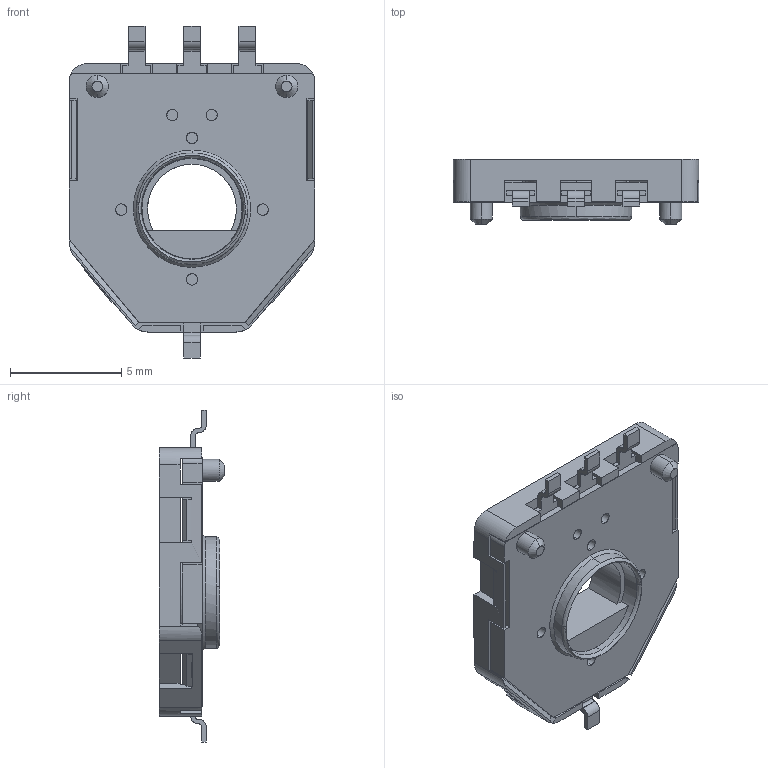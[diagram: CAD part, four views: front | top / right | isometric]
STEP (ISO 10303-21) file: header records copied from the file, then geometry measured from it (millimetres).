
FILE_DESCRIPTION(('CAx-IF Rec.Pracs.---Model Styling and Organization---1.5---2016-08-15','CAx-IF Rec.Pracs.---Geometric and Assembly Validation Properties---4.4---2016-08-17','CAx-IF Rec.Pracs.---User Defined Attributes---1.5---2016-08-15','CAx-IF Rec.Pracs.---External References---2.1---2005-01-19'),'2;1');
FILE_NAME('242204.step','2025-08-11T15:59:04',('Unspecified'),('Unspecified'),'CAD Exchanger 3.10.2 (cadexchanger.com)','Unspecified','');
FILE_SCHEMA(('AUTOMOTIVE_DESIGN { 1 0 10303 214 1 1 1 1 }'));
Length unit declared in the file: millimetre
Products named in the file (1): 3382G-1-103G
Bounding box: 11.02 x 2.95 x 14.9 mm (x, y, z)
Volume: 159 mm3; surface area: 697.2 mm2
Topology: 1 solids, 1 shells, 386 faces, 1175 edges, 795 vertices
Faces by surface type: plane 264, cylinder 90, bspline 26, cone 6
Entity records: 15437 total; most frequent: CARTESIAN_POINT 5511, ORIENTED_EDGE 2350, DIRECTION 1613, EDGE_CURVE 1175, VERTEX_POINT 795, LINE 791, VECTOR 791, FACE_BOUND 418
